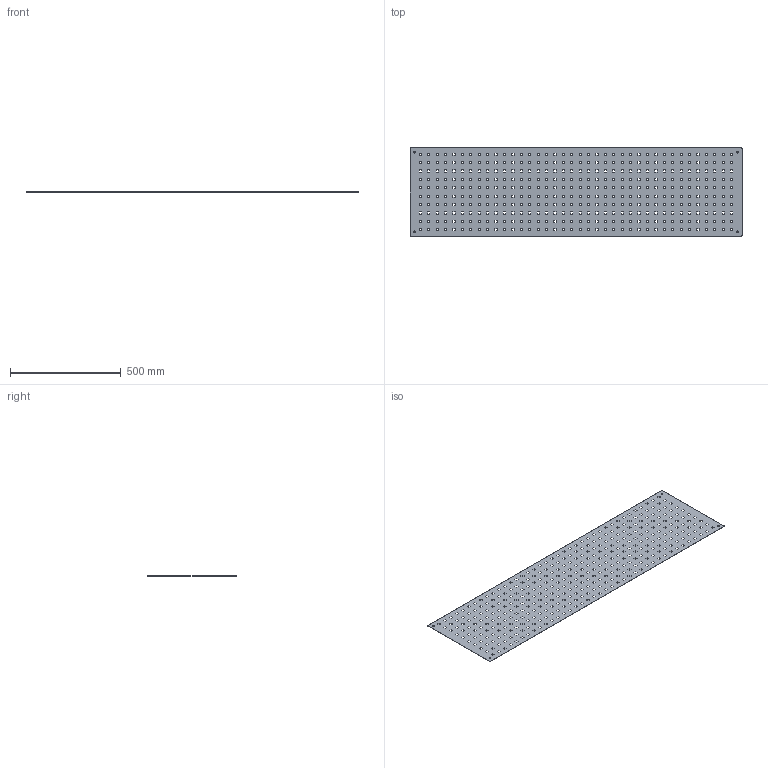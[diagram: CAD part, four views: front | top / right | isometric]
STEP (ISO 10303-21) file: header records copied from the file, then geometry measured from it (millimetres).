
FILE_DESCRIPTION (( 'STEP AP214' ), '1' );
FILE_NAME ('Ñáîðêà2.STEP', '2022-08-16T12:00:02', ( '' ), ( '' ), 'SwSTEP 2.0', 'SolidWorks 2022', '' );
FILE_SCHEMA (( 'AUTOMOTIVE_DESIGN' ));
Length unit declared in the file: millimetre
Products named in the file (2): SNSS.40.037 Перфорированная панель 1500x400_1; Сборка2
Assembly tree (1 placements, depth 2):
  Сборка2
    SNSS.40.037 Перфорированная панель 1500x400_1
Bounding box: 1500 x 400 x 1 mm (x, y, z)
Volume: 561767.3 mm3; surface area: 1142629.1 mm2
Topology: 1 solids, 1 shells, 1538 faces, 4608 edges, 3072 vertices
Faces by surface type: plane 1526, cylinder 12
Entity records: 52338 total; most frequent: CARTESIAN_POINT 9222, ORIENTED_EDGE 9216, DIRECTION 7716, EDGE_CURVE 4608, VECTOR 4584, LINE 4584, VERTEX_POINT 3072, EDGE_LOOP 2306
